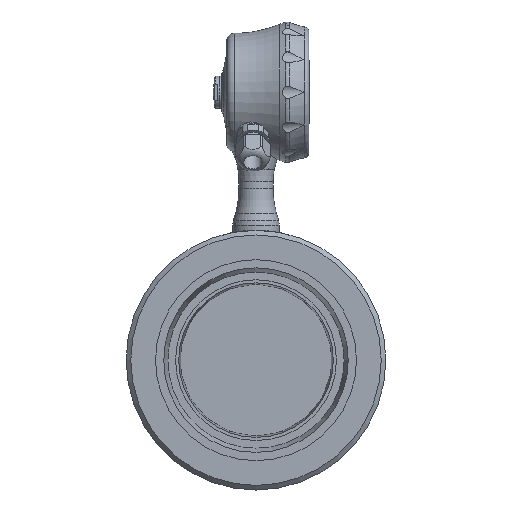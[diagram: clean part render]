
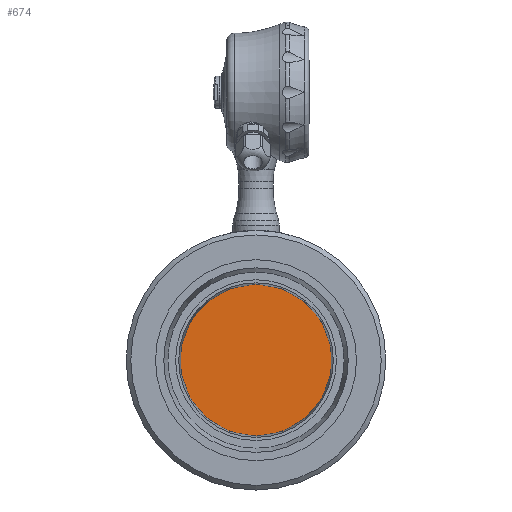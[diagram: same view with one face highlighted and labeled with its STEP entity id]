
A CAD part, front view. The second image highlights one B-rep face of the part: STEP entity #674.
In plain terms, the highlighted planar face has unit normal (0, -1, 0).
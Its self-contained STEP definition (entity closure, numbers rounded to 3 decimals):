
#674 = ADVANCED_FACE( '', ( #1802 ), #1803, .T. );
#1802 = FACE_OUTER_BOUND( '', #3630, .T. );
#1803 = PLANE( '', #3631 );
#3630 = EDGE_LOOP( '', ( #6221 ) );
#3631 = AXIS2_PLACEMENT_3D( '', #6222, #6223, #6224 );
#6221 = ORIENTED_EDGE( '', *, *, #10527, .T. );
#6222 = CARTESIAN_POINT( '', ( 0., -50., 0. ) );
#6223 = DIRECTION( '', ( 0., -1., 0. ) );
#6224 = DIRECTION( '', ( 0., 0., 1. ) );
#10527 = EDGE_CURVE( '', #12533, #12533, #12534, .T. );
#12533 = VERTEX_POINT( '', #16156 );
#12534 = CIRCLE( '', #16157, 49. );
#16156 = CARTESIAN_POINT( '', ( 0., -50., 49. ) );
#16157 = AXIS2_PLACEMENT_3D( '', #21685, #21686, #21687 );
#21685 = CARTESIAN_POINT( '', ( 0., -50., 0. ) );
#21686 = DIRECTION( '', ( 0., -1., 0. ) );
#21687 = DIRECTION( '', ( 0., 0., 1. ) );
